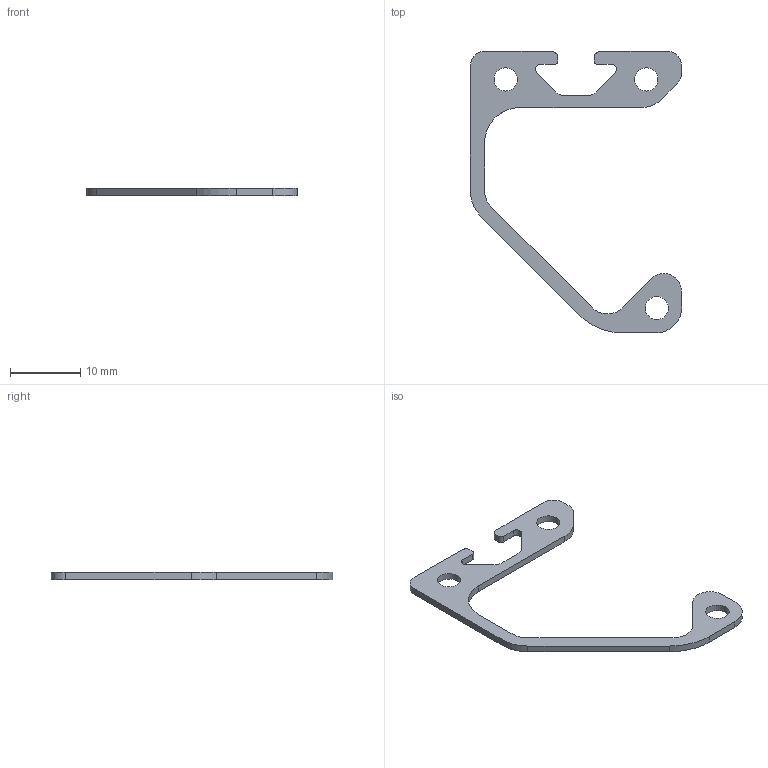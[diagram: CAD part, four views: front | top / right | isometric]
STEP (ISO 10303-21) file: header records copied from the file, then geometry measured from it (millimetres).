
FILE_DESCRIPTION(/* description */ ('Griffleistenprofil 30 x 40 natur'),/* implementation_level */ '2;1');
FILE_NAME(/* name */ 'SP059.stp',/* time_stamp */ '2022-06-22T14:20:33+02:00',/* author */ ('matthiasboeke'),/* organization */ (''),/* preprocessor_version */ 'ST-DEVELOPER v18.1',/* originating_system */ 'Autodesk Inventor 2020',/* authorisation */ '');
FILE_SCHEMA (('AUTOMOTIVE_DESIGN { 1 0 10303 214 3 1 1 }'));
Length unit declared in the file: millimetre
Products named in the file (1): SP0590N
Bounding box: 30 x 40 x 1 mm (x, y, z)
Volume: 298.2 mm3; surface area: 820.8 mm2
Topology: 1 solids, 1 shells, 45 faces, 129 edges, 86 vertices
Faces by surface type: plane 23, cylinder 22
Full cylindrical faces by diameter (mm): 3.3 x3
Entity records: 1540 total; most frequent: DIRECTION 265, CARTESIAN_POINT 261, ORIENTED_EDGE 258, EDGE_CURVE 129, AXIS2_PLACEMENT_3D 90, VERTEX_POINT 86, LINE 85, VECTOR 85
